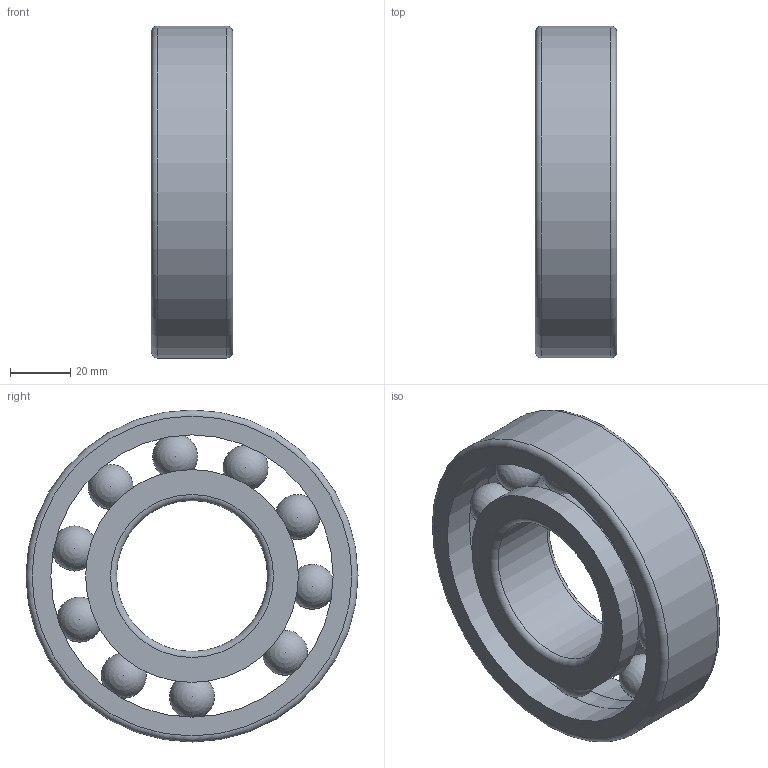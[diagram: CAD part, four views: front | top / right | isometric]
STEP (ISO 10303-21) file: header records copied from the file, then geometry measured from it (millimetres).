
FILE_DESCRIPTION( ( 'STEP AP203' ), '1' );
FILE_NAME( '6310.stp', '2019-08-14T05:34:53', ( '' ), ( '' ), ' ', 'PARTsolutions', ' ' );
FILE_SCHEMA( ( 'CONFIG_CONTROL_DESIGN' ) );
Length unit declared in the file: millimetre
Products named in the file (4): 6310; _6310 Outer ring; _6310 Inner ring; _6310 Ball
Assembly tree (12 placements, depth 2):
  6310
    _6310 Outer ring
    _6310 Inner ring
    _6310 Ball  x10
Bounding box: 27 x 110 x 110 mm (x, y, z)
Volume: 134656.4 mm3; surface area: 43148.9 mm2
Topology: 12 solids, 12 shells, 26 faces, 58 edges, 36 vertices
Faces by surface type: sphere 10, cylinder 6, torus 6, plane 4
Full cylindrical faces by diameter (mm): 50 x1, 70.5 x2, 93.5 x2, 110 x1
Entity records: 563 total; most frequent: DIRECTION 92, CARTESIAN_POINT 65, AXIS2_PLACEMENT_3D 46, EDGE_LOOP 32, ORIENTED_EDGE 32, FACE_OUTER_BOUND 28, VERTEX_POINT 19, CC_DESIGN_PERSON_AND_ORGANIZATION_ASSIGNMENT 17
